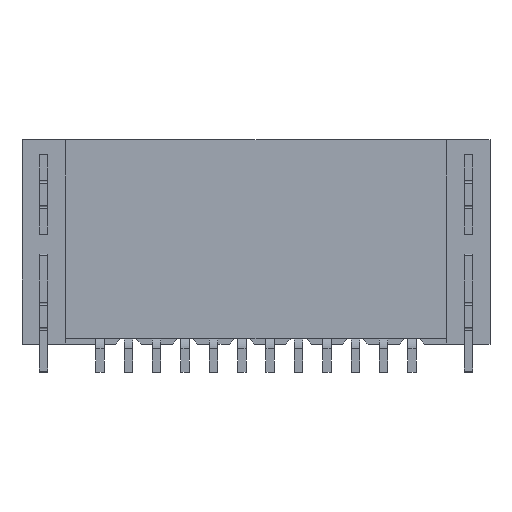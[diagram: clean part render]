
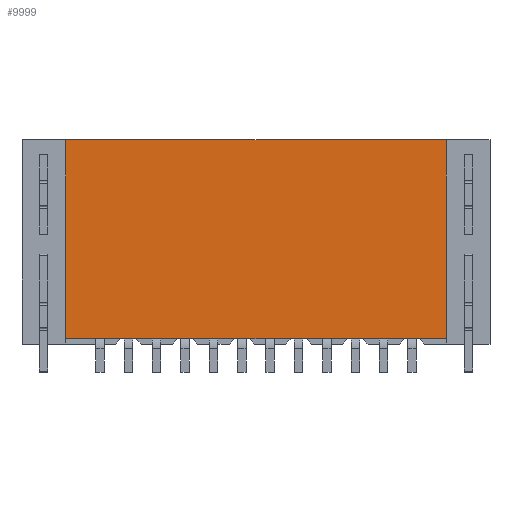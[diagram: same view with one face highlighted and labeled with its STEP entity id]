
A CAD part, front view. The second image highlights one B-rep face of the part: STEP entity #9999.
In plain terms, the highlighted planar face has unit normal (0, -1, 0).
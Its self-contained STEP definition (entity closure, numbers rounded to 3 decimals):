
#180 = ORIENTED_EDGE ( 'NONE', *, *, #6224, .F. ) ;
#195 = AXIS2_PLACEMENT_3D ( 'NONE', #7860, #1442, #6778 ) ;
#642 = CARTESIAN_POINT ( 'NONE',  ( 6.7, 0., -3.35 ) ) ;
#750 = ORIENTED_EDGE ( 'NONE', *, *, #8705, .F. ) ;
#1442 = DIRECTION ( 'NONE',  ( 0., 1., 0. ) ) ;
#1581 = DIRECTION ( 'NONE',  ( 0., 0., 1. ) ) ;
#1837 = ORIENTED_EDGE ( 'NONE', *, *, #8356, .F. ) ;
#1847 = CARTESIAN_POINT ( 'NONE',  ( -6.7, 0., 3.85 ) ) ;
#1978 = EDGE_LOOP ( 'NONE', ( #10519, #750, #180, #1837 ) ) ;
#2133 = VERTEX_POINT ( 'NONE', #3055 ) ;
#3055 = CARTESIAN_POINT ( 'NONE',  ( -6.7, 0., -3.16 ) ) ;
#3357 = VECTOR ( 'NONE', #10544, 1000. ) ;
#4560 = VERTEX_POINT ( 'NONE', #9309 ) ;
#4832 = LINE ( 'NONE', #10512, #5335 ) ;
#5006 = LINE ( 'NONE', #5357, #3357 ) ;
#5335 = VECTOR ( 'NONE', #1581, 1000. ) ;
#5357 = CARTESIAN_POINT ( 'NONE',  ( 8.25, 0., 3.85 ) ) ;
#5425 = VERTEX_POINT ( 'NONE', #1847 ) ;
#5699 = PLANE ( 'NONE',  #195 ) ;
#5703 = CARTESIAN_POINT ( 'NONE',  ( 6.7, 0., 3.85 ) ) ;
#6224 = EDGE_CURVE ( 'NONE', #4560, #2133, #9232, .T. ) ;
#6415 = EDGE_CURVE ( 'NONE', #8423, #5425, #5006, .T. ) ;
#6778 = DIRECTION ( 'NONE',  ( 0., 0., 1. ) ) ;
#7806 = FACE_OUTER_BOUND ( 'NONE', #1978, .T. ) ;
#7860 = CARTESIAN_POINT ( 'NONE',  ( -8.25, 0., 3.35 ) ) ;
#7982 = DIRECTION ( 'NONE',  ( 0., 0., -1. ) ) ;
#8269 = DIRECTION ( 'NONE',  ( -1., 0., 0. ) ) ;
#8356 = EDGE_CURVE ( 'NONE', #8423, #4560, #8931, .T. ) ;
#8423 = VERTEX_POINT ( 'NONE', #5703 ) ;
#8425 = VECTOR ( 'NONE', #7982, 1000. ) ;
#8705 = EDGE_CURVE ( 'NONE', #2133, #5425, #4832, .T. ) ;
#8931 = LINE ( 'NONE', #642, #8425 ) ;
#9232 = LINE ( 'NONE', #10520, #9868 ) ;
#9309 = CARTESIAN_POINT ( 'NONE',  ( 6.7, 0., -3.16 ) ) ;
#9868 = VECTOR ( 'NONE', #8269, 1000. ) ;
#9999 = ADVANCED_FACE ( 'NONE', ( #7806 ), #5699, .F. ) ;
#10512 = CARTESIAN_POINT ( 'NONE',  ( -6.7, 0., -3.35 ) ) ;
#10519 = ORIENTED_EDGE ( 'NONE', *, *, #6415, .T. ) ;
#10520 = CARTESIAN_POINT ( 'NONE',  ( 6.7, 0., -3.16 ) ) ;
#10544 = DIRECTION ( 'NONE',  ( -1., 0., 0. ) ) ;
